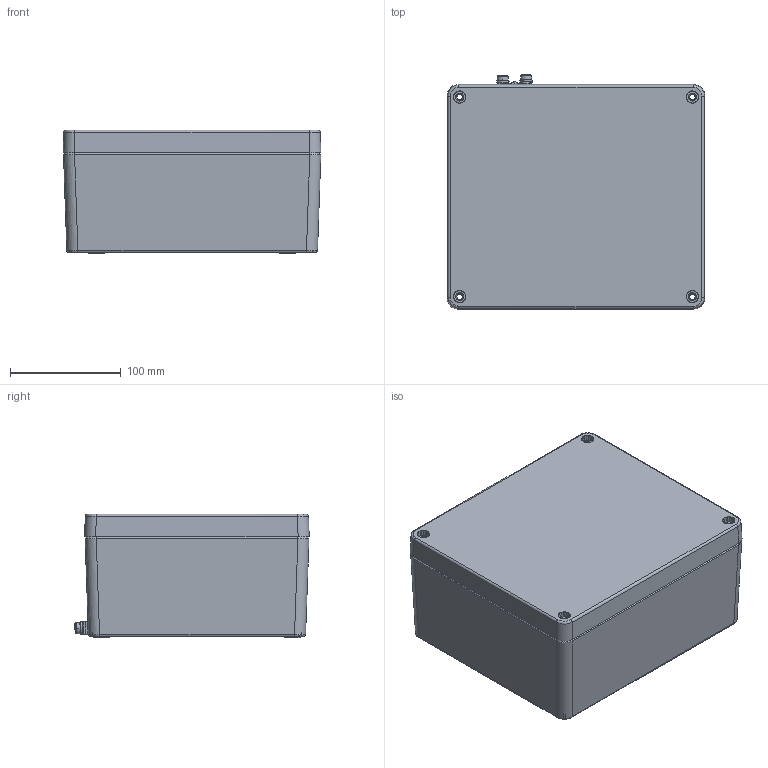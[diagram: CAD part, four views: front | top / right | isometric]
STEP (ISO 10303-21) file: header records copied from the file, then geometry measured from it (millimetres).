
FILE_DESCRIPTION(('FreeCAD Model'),'2;1');
FILE_NAME('GBAEX200230113.step', '2026-03-27T11:54:22',('Author'),(''), 'Open CASCADE STEP processor 7.3','FreeCAD','Unknown');
FILE_SCHEMA(('AUTOMOTIVE_DESIGN { 1 0 10303 214 1 1 1 1 }'));
Length unit declared in the file: millimetre
Products named in the file (4): GBAEX200230113; ALU_BASE_200230113; ALU_LID_200230113; M6_DOUBLE_EARTHING
Assembly tree (3 placements, depth 2):
  GBAEX200230113
    ALU_BASE_200230113
    ALU_LID_200230113
    M6_DOUBLE_EARTHING
Bounding box: 232.65 x 211.51 x 111.52 mm (x, y, z)
Volume: 957249.2 mm3; surface area: 391983.7 mm2
Topology: 9 solids, 9 shells, 2344 faces, 6940 edges, 6085 vertices
Faces by surface type: plane 1077, bspline 912, cylinder 317, cone 38
Entity records: 110234 total; most frequent: CARTESIAN_POINT 54147, ORIENTED_EDGE 12900, DIRECTION 7920, EDGE_CURVE 6450, VERTEX_POINT 4245, LINE 3836, VECTOR 3836, FACE_BOUND 2499
